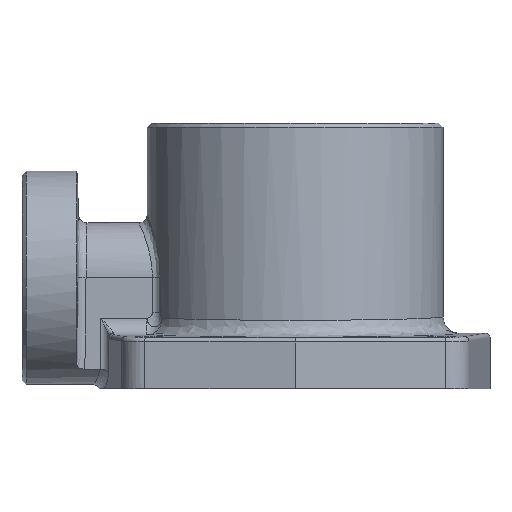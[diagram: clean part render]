
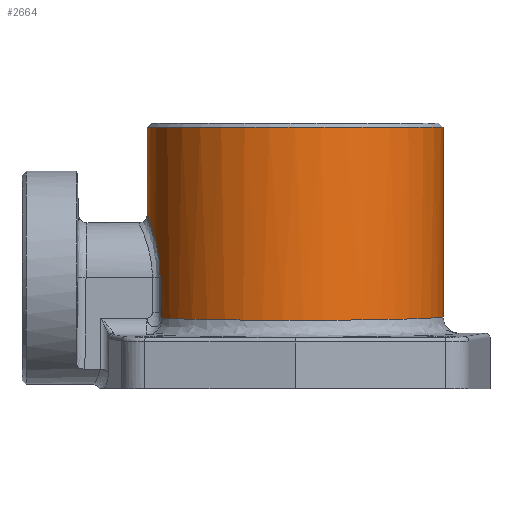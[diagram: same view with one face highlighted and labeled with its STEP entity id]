
A CAD part, left-side view. The second image highlights one B-rep face of the part: STEP entity #2664.
In plain terms, the highlighted cylindrical face has radius 55.562 mm (diameter 111.125 mm), a partial arc.
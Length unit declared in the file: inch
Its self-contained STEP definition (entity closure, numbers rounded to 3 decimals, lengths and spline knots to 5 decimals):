
#546=DIRECTION('',(0.,0.,-1.));
#547=VECTOR('',#546,1.28796);
#548=CARTESIAN_POINT('',(0.,2.1875,4.0215));
#549=LINE('',#548,#547);
#555=DIRECTION('',(0.,0.,-1.));
#556=VECTOR('',#555,2.79978);
#557=CARTESIAN_POINT('',(0.,-2.1875,4.0215));
#558=LINE('',#557,#556);
#588=CARTESIAN_POINT('',(0.,0.,4.0215));
#589=DIRECTION('',(0.,0.,-1.));
#590=DIRECTION('',(0.,-1.,0.));
#591=AXIS2_PLACEMENT_3D('',#588,#589,#590);
#597=CARTESIAN_POINT('',(-0.95351,1.96875,1.1976));
#598=CARTESIAN_POINT('',(-0.92079,1.9846,1.19906));
#599=CARTESIAN_POINT('',(-0.88682,1.99967,1.23866));
#600=CARTESIAN_POINT('',(-0.88682,1.99967,1.27513));
#630=CARTESIAN_POINT('',(0.,-2.1875,
1.22172));
#631=CARTESIAN_POINT('',(-0.10056,-2.1875,
1.21917));
#632=CARTESIAN_POINT('',(-0.30312,-2.17364,
1.21405));
#633=CARTESIAN_POINT('',(-0.60624,-2.10948,
1.20639));
#634=CARTESIAN_POINT('',(-0.89949,-2.00216,
1.19897));
#635=CARTESIAN_POINT('',(-1.17472,-1.85406,1.19201));
#636=CARTESIAN_POINT('',(-1.42462,-1.66961,1.18569));
#637=CARTESIAN_POINT('',(-1.64566,-1.45224,1.1801));
#638=CARTESIAN_POINT('',(-1.83434,-1.20523,1.17533));
#639=CARTESIAN_POINT('',(-1.98631,-0.93376,
1.17149));
#640=CARTESIAN_POINT('',(-2.09828,-0.64382,
1.16866));
#641=CARTESIAN_POINT('',(-2.16816,-0.3411,
1.16689));
#642=CARTESIAN_POINT('',(-2.19461,-0.03143,
1.16622));
#643=CARTESIAN_POINT('',(-2.17704,0.27889,1.16667));
#644=CARTESIAN_POINT('',(-2.11585,0.5835,1.16821));
#645=CARTESIAN_POINT('',(-2.01224,0.87647,1.17083));
#646=CARTESIAN_POINT('',(-1.86813,1.15217,1.17448));
#647=CARTESIAN_POINT('',(-1.68653,1.40458,1.17907));
#648=CARTESIAN_POINT('',(-1.47174,1.62822,1.1845));
#649=CARTESIAN_POINT('',(-1.22735,1.81961,1.19068));
#650=CARTESIAN_POINT('',(-1.0471,1.92342,1.19524));
#651=CARTESIAN_POINT('',(-0.95351,1.96875,1.1976));
#663=CARTESIAN_POINT('',(0.,-2.1875,
1.22172));
#1111=CARTESIAN_POINT('',(0.,2.1875,2.73354));
#1112=CARTESIAN_POINT('',(-0.02507,2.1875,
2.73354));
#1113=CARTESIAN_POINT('',(-0.07705,2.18663,
2.73122));
#1114=CARTESIAN_POINT('',(-0.15976,2.18222,
2.7197));
#1115=CARTESIAN_POINT('',(-0.24923,2.17393,
2.69764));
#1116=CARTESIAN_POINT('',(-0.34562,2.16081,
2.66188));
#1117=CARTESIAN_POINT('',(-0.44821,2.14198,
2.60828));
#1118=CARTESIAN_POINT('',(-0.55438,2.11706,
2.53246));
#1119=CARTESIAN_POINT('',(-0.66005,2.08644,
2.42873));
#1120=CARTESIAN_POINT('',(-0.75117,2.05506,
2.30243));
#1121=CARTESIAN_POINT('',(-0.81793,2.02911,
2.1681));
#1122=CARTESIAN_POINT('',(-0.86124,2.01092,
2.03315));
#1123=CARTESIAN_POINT('',(-0.88325,2.00127,
1.90521));
#1124=CARTESIAN_POINT('',(-0.88682,1.99968,
1.83093));
#1125=CARTESIAN_POINT('',(-0.88682,1.99967,
1.796));
#1157=DIRECTION('',(0.,0.,-1.));
#1158=VECTOR('',#1157,0.52087);
#1159=CARTESIAN_POINT('',(-0.88682,1.99967,
1.796));
#1160=LINE('',#1159,#1158);
#1640=CARTESIAN_POINT('',(-0.88682,1.99967,
1.796));
#1641=VERTEX_POINT('',#1640);
#1645=VERTEX_POINT('',#597);
#1646=VERTEX_POINT('',#600);
#1678=CARTESIAN_POINT('',(0.,2.1875,
2.73351));
#1680=VERTEX_POINT('',#1678);
#1682=VERTEX_POINT('',#663);
#1766=CARTESIAN_POINT('',(0.,-2.1875,4.0215));
#1767=CARTESIAN_POINT('',(0.,2.1875,4.0215));
#1768=VERTEX_POINT('',#1766);
#1769=VERTEX_POINT('',#1767);
#2646=CARTESIAN_POINT('',(0.,0.,0.));
#2647=DIRECTION('',(0.,0.,-1.));
#2648=DIRECTION('',(-1.,0.,0.));
#2649=AXIS2_PLACEMENT_3D('',#2646,#2647,#2648);
#2650=CYLINDRICAL_SURFACE('',#2649,2.1875);
#2651=ORIENTED_EDGE('',*,*,#2640,.F.);
#2652=ORIENTED_EDGE('',*,*,#2596,.T.);
#2654=ORIENTED_EDGE('',*,*,#2653,.T.);
#2656=ORIENTED_EDGE('',*,*,#2655,.T.);
#2658=ORIENTED_EDGE('',*,*,#2657,.F.);
#2660=ORIENTED_EDGE('',*,*,#2659,.F.);
#2661=ORIENTED_EDGE('',*,*,#2587,.F.);
#2662=EDGE_LOOP('',(#2651,#2652,#2654,#2656,#2658,#2660,#2661));
#2663=FACE_OUTER_BOUND('',#2662,.F.);
#2664=ADVANCED_FACE('',(#2663),#2650,.T.);
#592=CIRCLE('',#591,2.1875);
#601=B_SPLINE_CURVE_WITH_KNOTS('',3,(#597,#598,#599,#600),.UNSPECIFIED.,.F.,.F.,
(4,4),(0.,1.),.UNSPECIFIED.);
#652=B_SPLINE_CURVE_WITH_KNOTS('',3,(#630,#631,#632,#633,#634,#635,#636,#637,
#638,#639,#640,#641,#642,#643,#644,#645,#646,#647,#648,#649,#650,#651),
.UNSPECIFIED.,.F.,.F.,(4,1,1,1,1,1,1,1,1,1,1,1,1,1,1,1,1,1,1,4),(0.,
0.05263,0.10526,0.15789,0.21053,
0.26316,0.31579,0.36842,0.42105,
0.47368,0.52632,0.57895,0.63158,
0.68421,0.73684,0.78947,0.84211,
0.89474,0.94737,1.),.UNSPECIFIED.);
#1126=B_SPLINE_CURVE_WITH_KNOTS('',3,(#1111,#1112,#1113,#1114,#1115,#1116,#1117,
#1118,#1119,#1120,#1121,#1122,#1123,#1124,#1125),.UNSPECIFIED.,.F.,.F.,(4,1,1,1,
1,1,1,1,1,1,1,1,4),(0.,0.08333,0.16667,0.25,
0.33333,0.41667,0.5,0.58333,0.66667,
0.75,0.83333,0.91667,1.),.UNSPECIFIED.);
#2587=EDGE_CURVE('',#1769,#1680,#549,.T.);
#2596=EDGE_CURVE('',#1768,#1682,#558,.T.);
#2640=EDGE_CURVE('',#1768,#1769,#592,.T.);
#2653=EDGE_CURVE('',#1682,#1645,#652,.T.);
#2655=EDGE_CURVE('',#1645,#1646,#601,.T.);
#2657=EDGE_CURVE('',#1641,#1646,#1160,.T.);
#2659=EDGE_CURVE('',#1680,#1641,#1126,.T.);
